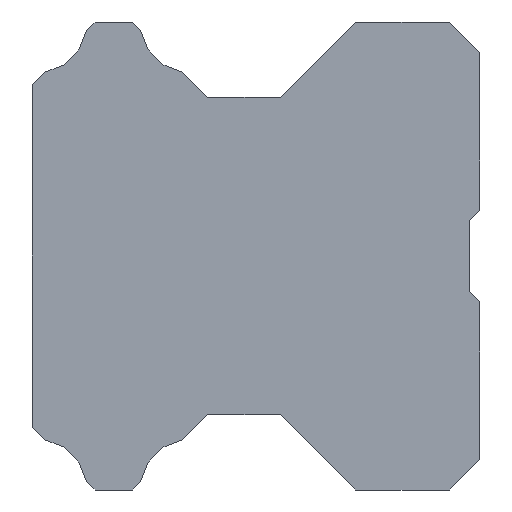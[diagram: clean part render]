
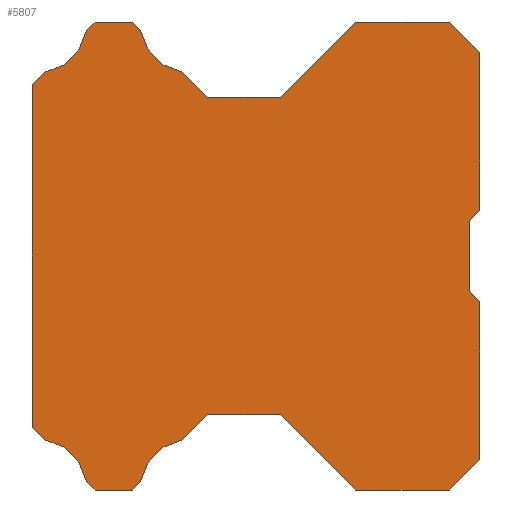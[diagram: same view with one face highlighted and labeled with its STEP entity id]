
A CAD part, left-side view. The second image highlights one B-rep face of the part: STEP entity #5807.
In plain terms, the highlighted planar face has unit normal (-1, 0, 0).
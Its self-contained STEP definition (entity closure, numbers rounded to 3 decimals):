
#324=CIRCLE('',#6535,2.48);
#326=CIRCLE('',#6541,2.48);
#378=CIRCLE('',#6597,2.48);
#380=CIRCLE('',#6603,2.48);
#685=LINE('',#9967,#961);
#687=LINE('',#9973,#963);
#689=LINE('',#9979,#965);
#691=LINE('',#9983,#967);
#695=LINE('',#9992,#971);
#698=LINE('',#9998,#974);
#702=LINE('',#10054,#978);
#704=LINE('',#10062,#980);
#707=LINE('',#10116,#983);
#710=LINE('',#10122,#986);
#713=LINE('',#10128,#989);
#716=LINE('',#10134,#992);
#719=LINE('',#10140,#995);
#723=LINE('',#10152,#999);
#726=LINE('',#10158,#1002);
#729=LINE('',#10164,#1005);
#733=LINE('',#10176,#1009);
#736=LINE('',#10282,#1012);
#739=LINE('',#10288,#1015);
#743=LINE('',#10300,#1019);
#746=LINE('',#10306,#1022);
#749=LINE('',#10312,#1025);
#753=LINE('',#10324,#1029);
#756=LINE('',#10330,#1032);
#961=VECTOR('',#7958,1000.);
#963=VECTOR('',#7964,1000.);
#965=VECTOR('',#7970,1000.);
#967=VECTOR('',#7974,1000.);
#971=VECTOR('',#7980,1000.);
#974=VECTOR('',#7985,1000.);
#978=VECTOR('',#8089,1000.);
#980=VECTOR('',#8103,1000.);
#983=VECTOR('',#8204,1000.);
#986=VECTOR('',#8209,1000.);
#989=VECTOR('',#8214,1000.);
#992=VECTOR('',#8219,1000.);
#995=VECTOR('',#8224,1000.);
#999=VECTOR('',#8236,1000.);
#1002=VECTOR('',#8241,1000.);
#1005=VECTOR('',#8246,1000.);
#1009=VECTOR('',#8258,1000.);
#1012=VECTOR('',#8363,1000.);
#1015=VECTOR('',#8368,1000.);
#1019=VECTOR('',#8380,1000.);
#1022=VECTOR('',#8385,1000.);
#1025=VECTOR('',#8390,1000.);
#1029=VECTOR('',#8402,1000.);
#1032=VECTOR('',#8407,1000.);
#2024=ORIENTED_EDGE('',*,*,#3210,.F.);
#2025=ORIENTED_EDGE('',*,*,#3434,.F.);
#2026=ORIENTED_EDGE('',*,*,#3431,.F.);
#2027=ORIENTED_EDGE('',*,*,#3428,.T.);
#2028=ORIENTED_EDGE('',*,*,#3425,.F.);
#2029=ORIENTED_EDGE('',*,*,#3422,.F.);
#2030=ORIENTED_EDGE('',*,*,#3419,.F.);
#2031=ORIENTED_EDGE('',*,*,#3416,.T.);
#2032=ORIENTED_EDGE('',*,*,#3413,.F.);
#2033=ORIENTED_EDGE('',*,*,#3410,.F.);
#2034=ORIENTED_EDGE('',*,*,#3357,.F.);
#2035=ORIENTED_EDGE('',*,*,#3354,.T.);
#2036=ORIENTED_EDGE('',*,*,#3351,.F.);
#2037=ORIENTED_EDGE('',*,*,#3348,.F.);
#2038=ORIENTED_EDGE('',*,*,#3345,.F.);
#2039=ORIENTED_EDGE('',*,*,#3342,.T.);
#2040=ORIENTED_EDGE('',*,*,#3339,.F.);
#2041=ORIENTED_EDGE('',*,*,#3336,.F.);
#2042=ORIENTED_EDGE('',*,*,#3333,.F.);
#2043=ORIENTED_EDGE('',*,*,#3330,.F.);
#2044=ORIENTED_EDGE('',*,*,#3327,.F.);
#2045=ORIENTED_EDGE('',*,*,#3276,.F.);
#2046=ORIENTED_EDGE('',*,*,#3208,.F.);
#2047=ORIENTED_EDGE('',*,*,#3205,.F.);
#2048=ORIENTED_EDGE('',*,*,#3202,.F.);
#2049=ORIENTED_EDGE('',*,*,#3270,.F.);
#2050=ORIENTED_EDGE('',*,*,#3217,.F.);
#2051=ORIENTED_EDGE('',*,*,#3214,.F.);
#3202=EDGE_CURVE('',#3938,#3939,#685,.T.);
#3205=EDGE_CURVE('',#3939,#3941,#687,.T.);
#3208=EDGE_CURVE('',#3941,#3943,#689,.T.);
#3210=EDGE_CURVE('',#3944,#3945,#691,.T.);
#3214=EDGE_CURVE('',#3945,#3948,#695,.T.);
#3217=EDGE_CURVE('',#3948,#3950,#698,.T.);
#3270=EDGE_CURVE('',#3950,#3938,#702,.T.);
#3276=EDGE_CURVE('',#3943,#3952,#704,.T.);
#3327=EDGE_CURVE('',#3952,#3954,#707,.T.);
#3330=EDGE_CURVE('',#3954,#3956,#710,.T.);
#3333=EDGE_CURVE('',#3956,#3958,#713,.T.);
#3336=EDGE_CURVE('',#3958,#3960,#716,.T.);
#3339=EDGE_CURVE('',#3960,#3962,#719,.T.);
#3342=EDGE_CURVE('',#3964,#3962,#324,.T.);
#3345=EDGE_CURVE('',#3964,#3966,#723,.T.);
#3348=EDGE_CURVE('',#3966,#3968,#726,.T.);
#3351=EDGE_CURVE('',#3968,#3970,#729,.T.);
#3354=EDGE_CURVE('',#3972,#3970,#326,.T.);
#3357=EDGE_CURVE('',#3972,#3974,#733,.T.);
#3410=EDGE_CURVE('',#3974,#4026,#736,.T.);
#3413=EDGE_CURVE('',#4026,#4028,#739,.T.);
#3416=EDGE_CURVE('',#4030,#4028,#378,.T.);
#3419=EDGE_CURVE('',#4030,#4032,#743,.T.);
#3422=EDGE_CURVE('',#4032,#4034,#746,.T.);
#3425=EDGE_CURVE('',#4034,#4036,#749,.T.);
#3428=EDGE_CURVE('',#4038,#4036,#380,.T.);
#3431=EDGE_CURVE('',#4038,#4040,#753,.T.);
#3434=EDGE_CURVE('',#4040,#3944,#756,.T.);
#3938=VERTEX_POINT('',#9966);
#3939=VERTEX_POINT('',#9968);
#3941=VERTEX_POINT('',#9974);
#3943=VERTEX_POINT('',#9980);
#3944=VERTEX_POINT('',#9984);
#3945=VERTEX_POINT('',#9985);
#3948=VERTEX_POINT('',#9993);
#3950=VERTEX_POINT('',#9999);
#3952=VERTEX_POINT('',#10063);
#3954=VERTEX_POINT('',#10117);
#3956=VERTEX_POINT('',#10123);
#3958=VERTEX_POINT('',#10129);
#3960=VERTEX_POINT('',#10135);
#3962=VERTEX_POINT('',#10141);
#3964=VERTEX_POINT('',#10147);
#3966=VERTEX_POINT('',#10153);
#3968=VERTEX_POINT('',#10159);
#3970=VERTEX_POINT('',#10165);
#3972=VERTEX_POINT('',#10171);
#3974=VERTEX_POINT('',#10177);
#4026=VERTEX_POINT('',#10283);
#4028=VERTEX_POINT('',#10289);
#4030=VERTEX_POINT('',#10295);
#4032=VERTEX_POINT('',#10301);
#4034=VERTEX_POINT('',#10307);
#4036=VERTEX_POINT('',#10313);
#4038=VERTEX_POINT('',#10319);
#4040=VERTEX_POINT('',#10325);
#4571=EDGE_LOOP('',(#2024,#2025,#2026,#2027,#2028,#2029,#2030,#2031,#2032,
#2033,#2034,#2035,#2036,#2037,#2038,#2039,#2040,#2041,#2042,#2043,#2044,
#2045,#2046,#2047,#2048,#2049,#2050,#2051));
#5101=FACE_BOUND('',#4571,.T.);
#5577=PLANE('',#6608);
#5807=ADVANCED_FACE('',(#5101),#5577,.F.);
#6535=AXIS2_PLACEMENT_3D('',#10146,#8229,#8230);
#6541=AXIS2_PLACEMENT_3D('',#10170,#8251,#8252);
#6597=AXIS2_PLACEMENT_3D('',#10294,#8373,#8374);
#6603=AXIS2_PLACEMENT_3D('',#10318,#8395,#8396);
#6608=AXIS2_PLACEMENT_3D('',#10333,#8411,#8412);
#7958=DIRECTION('',(0.,0.707,-0.707));
#7964=DIRECTION('',(0.,0.,-1.));
#7970=DIRECTION('',(0.,-0.707,-0.707));
#7974=DIRECTION('',(0.,-0.707,0.707));
#7980=DIRECTION('',(0.,-1.,0.));
#7985=DIRECTION('',(0.,-0.707,-0.707));
#8089=DIRECTION('',(0.,0.,-1.));
#8103=DIRECTION('',(0.,0.,-1.));
#8204=DIRECTION('',(0.,0.707,-0.707));
#8209=DIRECTION('',(0.,1.,0.));
#8214=DIRECTION('',(0.,0.707,0.707));
#8219=DIRECTION('',(0.,1.,0.));
#8224=DIRECTION('',(0.,0.707,-0.707));
#8229=DIRECTION('',(1.,0.,0.));
#8230=DIRECTION('',(0.,0.,-1.));
#8236=DIRECTION('',(0.,0.707,-0.707));
#8241=DIRECTION('',(0.,1.,0.));
#8246=DIRECTION('',(0.,0.707,0.707));
#8251=DIRECTION('',(1.,0.,0.));
#8252=DIRECTION('',(0.,0.,-1.));
#8258=DIRECTION('',(0.,0.707,0.707));
#8363=DIRECTION('',(0.,0.,1.));
#8368=DIRECTION('',(0.,-0.707,0.707));
#8373=DIRECTION('',(1.,0.,0.));
#8374=DIRECTION('',(0.,0.,-1.));
#8380=DIRECTION('',(0.,-0.707,0.707));
#8385=DIRECTION('',(0.,-1.,0.));
#8390=DIRECTION('',(0.,-0.707,-0.707));
#8395=DIRECTION('',(1.,0.,0.));
#8396=DIRECTION('',(0.,0.,-1.));
#8402=DIRECTION('',(0.,-0.707,-0.707));
#8407=DIRECTION('',(0.,-1.,0.));
#8411=DIRECTION('',(1.,0.,0.));
#8412=DIRECTION('',(0.,0.,-1.));
#9966=CARTESIAN_POINT('',(-30.,0.,2.25));
#9967=CARTESIAN_POINT('',(-30.,0.,2.25));
#9968=CARTESIAN_POINT('',(-30.,0.5,1.75));
#9973=CARTESIAN_POINT('',(-30.,0.5,1.75));
#9974=CARTESIAN_POINT('',(-30.,0.5,-1.75));
#9979=CARTESIAN_POINT('',(-30.,0.5,-1.75));
#9980=CARTESIAN_POINT('',(-30.,0.,-2.25));
#9983=CARTESIAN_POINT('',(-30.,9.8,7.8));
#9984=CARTESIAN_POINT('',(-30.,9.8,7.8));
#9985=CARTESIAN_POINT('',(-30.,6.1,11.5));
#9992=CARTESIAN_POINT('',(-30.,6.1,11.5));
#9993=CARTESIAN_POINT('',(-30.,1.5,11.5));
#9998=CARTESIAN_POINT('',(-30.,1.5,11.5));
#9999=CARTESIAN_POINT('',(-30.,0.,10.));
#10054=CARTESIAN_POINT('',(-30.,0.,10.));
#10062=CARTESIAN_POINT('',(-30.,0.,-2.25));
#10063=CARTESIAN_POINT('',(-30.,0.,-10.));
#10116=CARTESIAN_POINT('',(-30.,0.,-10.));
#10117=CARTESIAN_POINT('',(-30.,1.5,-11.5));
#10122=CARTESIAN_POINT('',(-30.,1.5,-11.5));
#10123=CARTESIAN_POINT('',(-30.,6.1,-11.5));
#10128=CARTESIAN_POINT('',(-30.,6.1,-11.5));
#10129=CARTESIAN_POINT('',(-30.,9.8,-7.8));
#10134=CARTESIAN_POINT('',(-30.,9.8,-7.8));
#10135=CARTESIAN_POINT('',(-30.,13.38,-7.8));
#10140=CARTESIAN_POINT('',(-30.,13.38,-7.8));
#10141=CARTESIAN_POINT('',(-30.,14.61,-9.031));
#10146=CARTESIAN_POINT('',(-30.,14.222,-11.48));
#10147=CARTESIAN_POINT('',(-30.,16.671,-11.091));
#10152=CARTESIAN_POINT('',(-30.,16.671,-11.091));
#10153=CARTESIAN_POINT('',(-30.,17.08,-11.5));
#10158=CARTESIAN_POINT('',(-30.,17.08,-11.5));
#10159=CARTESIAN_POINT('',(-30.,18.91,-11.5));
#10164=CARTESIAN_POINT('',(-30.,18.91,-11.5));
#10165=CARTESIAN_POINT('',(-30.,19.333,-11.077));
#10170=CARTESIAN_POINT('',(-30.,21.78,-11.48));
#10171=CARTESIAN_POINT('',(-30.,21.377,-9.033));
#10176=CARTESIAN_POINT('',(-30.,21.377,-9.033));
#10177=CARTESIAN_POINT('',(-30.,22.,-8.41));
#10282=CARTESIAN_POINT('',(-30.,22.,-8.41));
#10283=CARTESIAN_POINT('',(-30.,22.,8.41));
#10288=CARTESIAN_POINT('',(-30.,22.,8.41));
#10289=CARTESIAN_POINT('',(-30.,21.377,9.033));
#10294=CARTESIAN_POINT('',(-30.,21.78,11.48));
#10295=CARTESIAN_POINT('',(-30.,19.333,11.077));
#10300=CARTESIAN_POINT('',(-30.,19.333,11.077));
#10301=CARTESIAN_POINT('',(-30.,18.91,11.5));
#10306=CARTESIAN_POINT('',(-30.,18.91,11.5));
#10307=CARTESIAN_POINT('',(-30.,17.08,11.5));
#10312=CARTESIAN_POINT('',(-30.,17.08,11.5));
#10313=CARTESIAN_POINT('',(-30.,16.671,11.091));
#10318=CARTESIAN_POINT('',(-30.,14.222,11.48));
#10319=CARTESIAN_POINT('',(-30.,14.61,9.031));
#10324=CARTESIAN_POINT('',(-30.,14.61,9.031));
#10325=CARTESIAN_POINT('',(-30.,13.38,7.8));
#10330=CARTESIAN_POINT('',(-30.,13.38,7.8));
#10333=CARTESIAN_POINT('',(-30.,14.222,-11.48));
